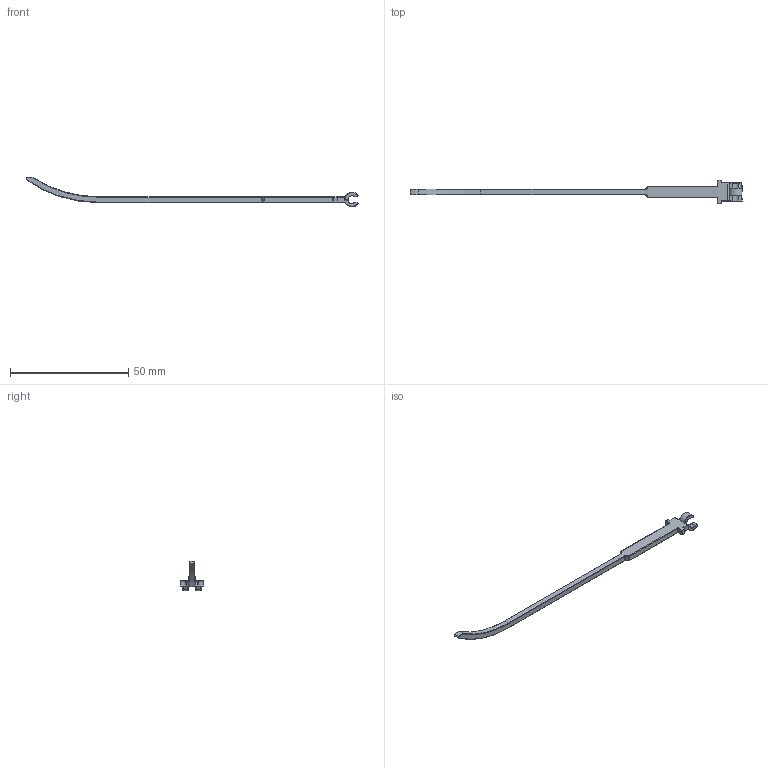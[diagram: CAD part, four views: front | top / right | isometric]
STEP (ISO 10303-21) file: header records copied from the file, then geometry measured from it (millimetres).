
FILE_DESCRIPTION(/* description */ (''),/* implementation_level */ '2;1');
FILE_NAME(/* name */ 'branche_V2_ss_clip v3.step',/* time_stamp */ '2020-05-12T10:26:08+02:00',/* author */ (''),/* organization */ (''),/* preprocessor_version */ 'ST-DEVELOPER v18.1',/* originating_system */ 'Autodesk Translation Framework v9.2.0.1227',/* authorisation */ '');
FILE_SCHEMA (('AUTOMOTIVE_DESIGN { 1 0 10303 214 3 1 1 }'));
Length unit declared in the file: millimetre
Products named in the file (1): branche_V2_ss_clip
Bounding box: 140.18 x 10 x 12.58 mm (x, y, z)
Volume: 1176.1 mm3; surface area: 1708.4 mm2
Topology: 1 solids, 1 shells, 143 faces, 323 edges, 180 vertices
Faces by surface type: cylinder 67, torus 30, plane 30, sphere 16
Entity records: 4086 total; most frequent: CARTESIAN_POINT 787, DIRECTION 765, ORIENTED_EDGE 646, EDGE_CURVE 323, AXIS2_PLACEMENT_3D 312, VERTEX_POINT 180, FACE_OUTER_BOUND 143, EDGE_LOOP 143
